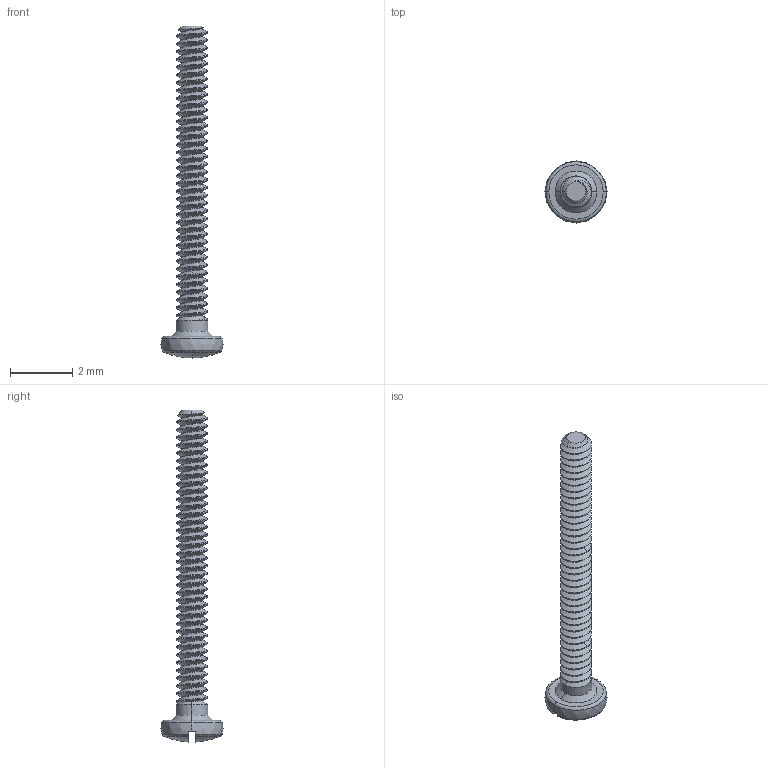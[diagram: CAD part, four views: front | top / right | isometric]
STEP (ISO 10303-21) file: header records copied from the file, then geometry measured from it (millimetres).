
FILE_DESCRIPTION(/* description */ (''),/* implementation_level */ '2;1');
FILE_NAME(/* name */ 'M1 x 10_v1.step',/* time_stamp */ '2023-01-15T11:58:06-08:00',/* author */ (''),/* organization */ (''),/* preprocessor_version */ 'ST-DEVELOPER v19.2',/* originating_system */ 'Autodesk Translation Framework v11.17.0.187',/* authorisation */ '');
FILE_SCHEMA (('AUTOMOTIVE_DESIGN { 1 0 10303 214 3 1 1 }'));
Length unit declared in the file: millimetre
Products named in the file (1): M1 x 10
Bounding box: 2 x 2 x 10.7 mm (x, y, z)
Volume: 7.4 mm3; surface area: 54.2 mm2
Topology: 1 solids, 1 shells, 112 faces, 315 edges, 206 vertices
Faces by surface type: cylinder 80, bspline 11, cone 7, torus 5, plane 5, sphere 4
Entity records: 9155 total; most frequent: CARTESIAN_POINT 6765, ORIENTED_EDGE 630, DIRECTION 370, EDGE_CURVE 315, VERTEX_POINT 206, AXIS2_PLACEMENT_3D 138, EDGE_LOOP 113, FACE_OUTER_BOUND 112
